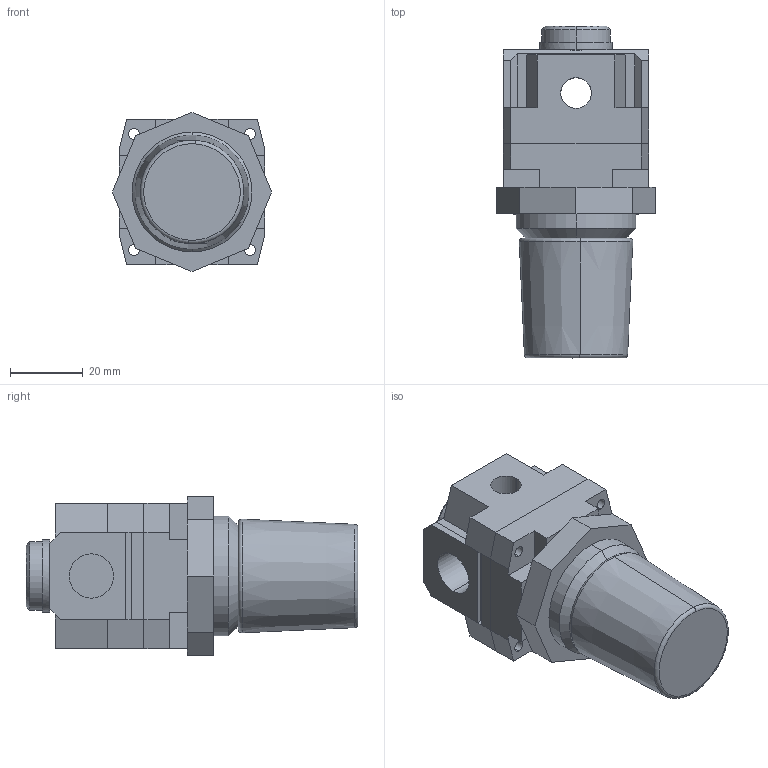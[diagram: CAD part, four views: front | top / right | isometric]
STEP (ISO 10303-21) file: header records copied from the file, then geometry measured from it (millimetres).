
FILE_DESCRIPTION (( 'STEP AP203' ), '1' );
FILE_NAME ('AR2000.STEP', '2026-01-15T00:22:42', ( '' ), ( '' ), 'SwSTEP 2.0', 'SolidWorks 2025', '' );
FILE_SCHEMA (( 'CONFIG_CONTROL_DESIGN' ));
Length unit declared in the file: millimetre
Products named in the file (3): AR2000; AR2000手轮; AR2000阀体
Assembly tree (2 placements, depth 2):
  AR2000
    AR2000阀体
    AR2000手轮
Bounding box: 43.84 x 91.5 x 43.84 mm (x, y, z)
Volume: 76459.7 mm3; surface area: 26618.1 mm2
Topology: 3 solids, 3 shells, 154 faces, 392 edges, 248 vertices
Faces by surface type: plane 104, cylinder 40, cone 6, torus 4
Entity records: 5079 total; most frequent: CARTESIAN_POINT 967, DIRECTION 794, ORIENTED_EDGE 784, EDGE_CURVE 392, VECTOR 284, LINE 284, AXIS2_PLACEMENT_3D 255, VERTEX_POINT 248
